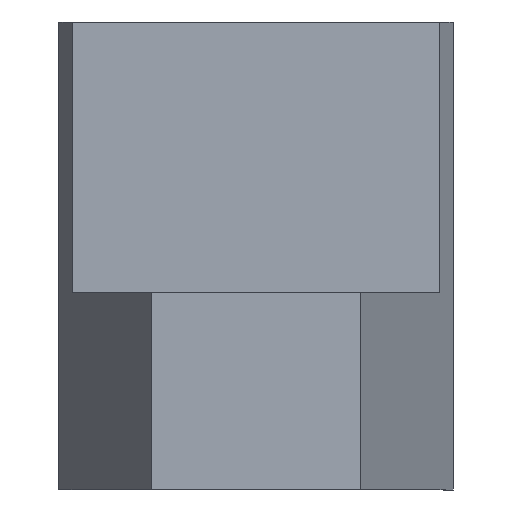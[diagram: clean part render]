
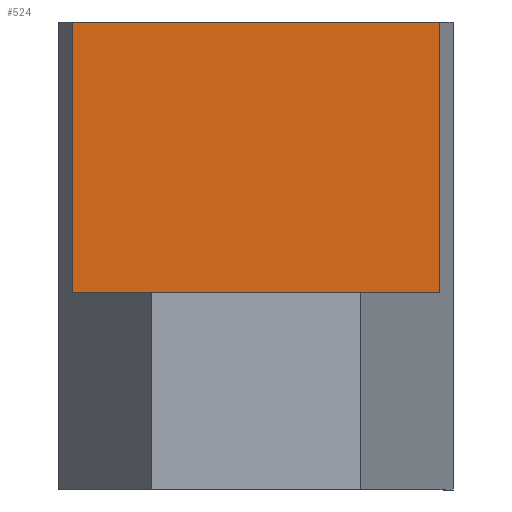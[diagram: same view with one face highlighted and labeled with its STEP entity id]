
A CAD part, left-side view. The second image highlights one B-rep face of the part: STEP entity #524.
In plain terms, the highlighted planar face has unit normal (-1, 0, 0).
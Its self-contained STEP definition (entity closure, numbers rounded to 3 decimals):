
#63 = CARTESIAN_POINT ( 'NONE',  ( 6., 7.464, 19. ) ) ;
#69 = DIRECTION ( 'NONE',  ( 0., 1., 0. ) ) ;
#124 = VECTOR ( 'NONE', #260, 1000. ) ;
#161 = CARTESIAN_POINT ( 'NONE',  ( 6., 4.249, 8. ) ) ;
#163 = DIRECTION ( 'NONE',  ( 0., -1., 0. ) ) ;
#170 = CARTESIAN_POINT ( 'NONE',  ( 6., 7.464, 8. ) ) ;
#219 = ORIENTED_EDGE ( 'NONE', *, *, #804, .F. ) ;
#222 = DIRECTION ( 'NONE',  ( 1., 0., 0. ) ) ;
#243 = LINE ( 'NONE', #161, #322 ) ;
#260 = DIRECTION ( 'NONE',  ( 0., 0., -1. ) ) ;
#313 = CARTESIAN_POINT ( 'NONE',  ( 6., -7.464, 19. ) ) ;
#322 = VECTOR ( 'NONE', #397, 1000. ) ;
#330 = EDGE_CURVE ( 'NONE', #747, #592, #243, .T. ) ;
#334 = CARTESIAN_POINT ( 'NONE',  ( 6., -7.464, 19. ) ) ;
#355 = VECTOR ( 'NONE', #163, 1000. ) ;
#390 = VECTOR ( 'NONE', #703, 1000. ) ;
#397 = DIRECTION ( 'NONE',  ( 0., -1., 0. ) ) ;
#445 = ORIENTED_EDGE ( 'NONE', *, *, #529, .T. ) ;
#456 = CARTESIAN_POINT ( 'NONE',  ( 6., -7.464, 19. ) ) ;
#524 = ADVANCED_FACE ( 'NONE', ( #939 ), #774, .F. ) ;
#529 = EDGE_CURVE ( 'NONE', #680, #747, #700, .T. ) ;
#576 = AXIS2_PLACEMENT_3D ( 'NONE', #456, #222, #69 ) ;
#592 = VERTEX_POINT ( 'NONE', #693 ) ;
#598 = VERTEX_POINT ( 'NONE', #313 ) ;
#627 = LINE ( 'NONE', #715, #355 ) ;
#674 = EDGE_CURVE ( 'NONE', #680, #598, #627, .T. ) ;
#680 = VERTEX_POINT ( 'NONE', #708 ) ;
#693 = CARTESIAN_POINT ( 'NONE',  ( 6., -7.464, 8. ) ) ;
#700 = LINE ( 'NONE', #63, #390 ) ;
#703 = DIRECTION ( 'NONE',  ( 0., 0., -1. ) ) ;
#708 = CARTESIAN_POINT ( 'NONE',  ( 6., 7.464, 19. ) ) ;
#715 = CARTESIAN_POINT ( 'NONE',  ( 6., -7.464, 19. ) ) ;
#721 = ORIENTED_EDGE ( 'NONE', *, *, #674, .F. ) ;
#747 = VERTEX_POINT ( 'NONE', #170 ) ;
#753 = ORIENTED_EDGE ( 'NONE', *, *, #330, .T. ) ;
#774 = PLANE ( 'NONE',  #576 ) ;
#804 = EDGE_CURVE ( 'NONE', #598, #592, #964, .T. ) ;
#840 = EDGE_LOOP ( 'NONE', ( #445, #753, #219, #721 ) ) ;
#939 = FACE_OUTER_BOUND ( 'NONE', #840, .T. ) ;
#964 = LINE ( 'NONE', #334, #124 ) ;
